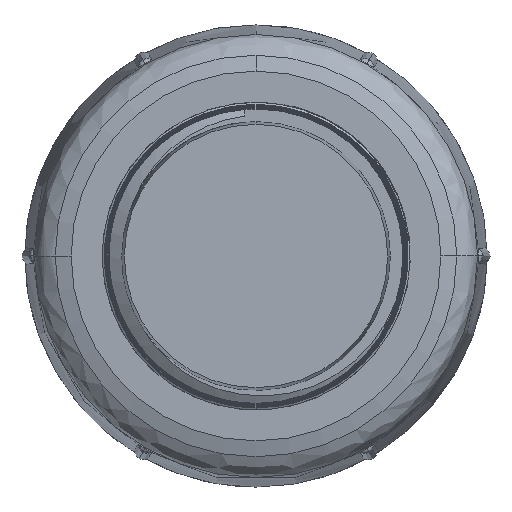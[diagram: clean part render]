
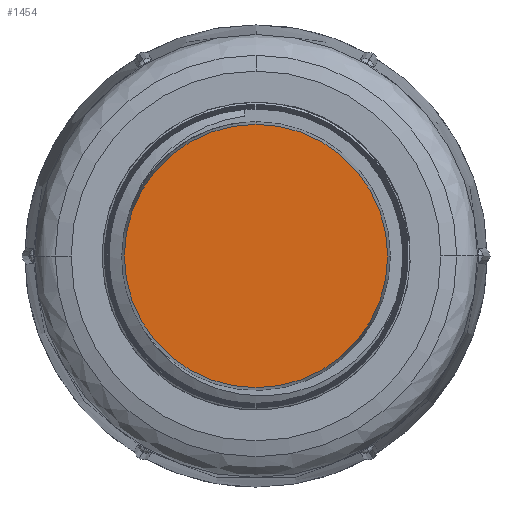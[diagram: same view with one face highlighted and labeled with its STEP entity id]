
A CAD part, front view. The second image highlights one B-rep face of the part: STEP entity #1454.
In plain terms, the highlighted planar face has unit normal (0, -1, 0).
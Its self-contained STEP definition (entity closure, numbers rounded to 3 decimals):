
#251 = VERTEX_POINT ( 'NONE', #432 ) ;
#254 = VERTEX_POINT ( 'NONE', #435 ) ;
#266 = VERTEX_POINT ( 'NONE', #447 ) ;
#432 = CARTESIAN_POINT ( 'NONE',  ( -14.478, 0., 0. ) ) ;
#435 = CARTESIAN_POINT ( 'NONE',  ( 0., 0., 14.478 ) ) ;
#447 = CARTESIAN_POINT ( 'NONE',  ( 14.478, 0., 0. ) ) ;
#1454 = ADVANCED_FACE ( 'NONE', ( #4601 ), #4586, .F. ) ;
#1713 = ORIENTED_EDGE ( 'NONE', *, *, #2054, .F. ) ;
#1714 = ORIENTED_EDGE ( 'NONE', *, *, #2081, .F. ) ;
#1715 = ORIENTED_EDGE ( 'NONE', *, *, #2013, .F. ) ;
#2013 = EDGE_CURVE ( 'NONE', #251, #254, #5853, .T. ) ;
#2054 = EDGE_CURVE ( 'NONE', #266, #251, #5882, .T. ) ;
#2081 = EDGE_CURVE ( 'NONE', #254, #266, #5903, .T. ) ;
#3045 = EDGE_LOOP ( 'NONE', ( #1713, #1714, #1715 ) ) ;
#4586 = PLANE ( 'NONE',  #4861 ) ;
#4601 = FACE_OUTER_BOUND ( 'NONE', #3045, .T. ) ;
#4611 = CARTESIAN_POINT ( 'NONE',  ( 14.478, 0., 0. ) ) ;
#4612 = DIRECTION ( 'NONE',  ( 0., 1., 0. ) ) ;
#4613 = DIRECTION ( 'NONE',  ( -1., 0., 0. ) ) ;
#4861 = AXIS2_PLACEMENT_3D ( 'NONE', #4611, #4612, #4613 ) ;
#5853 = CIRCLE ( 'NONE', #5857, 14.478 ) ;
#5857 = AXIS2_PLACEMENT_3D ( 'NONE', #10507, #10508, #10509 ) ;
#5882 = CIRCLE ( 'NONE', #5885, 14.478 ) ;
#5885 = AXIS2_PLACEMENT_3D ( 'NONE', #11445, #11446, #11447 ) ;
#5903 = CIRCLE ( 'NONE', #5905, 14.478 ) ;
#5905 = AXIS2_PLACEMENT_3D ( 'NONE', #12251, #12252, #12253 ) ;
#10507 = CARTESIAN_POINT ( 'NONE',  ( 0., 0., 0. ) ) ;
#10508 = DIRECTION ( 'NONE',  ( 0., 1., 0. ) ) ;
#10509 = DIRECTION ( 'NONE',  ( 0., 0., 1. ) ) ;
#11445 = CARTESIAN_POINT ( 'NONE',  ( 0., 0., 0. ) ) ;
#11446 = DIRECTION ( 'NONE',  ( 0., 1., 0. ) ) ;
#11447 = DIRECTION ( 'NONE',  ( 0., 0., 1. ) ) ;
#12251 = CARTESIAN_POINT ( 'NONE',  ( 0., 0., 0. ) ) ;
#12252 = DIRECTION ( 'NONE',  ( 0., 1., 0. ) ) ;
#12253 = DIRECTION ( 'NONE',  ( 0., 0., 1. ) ) ;
